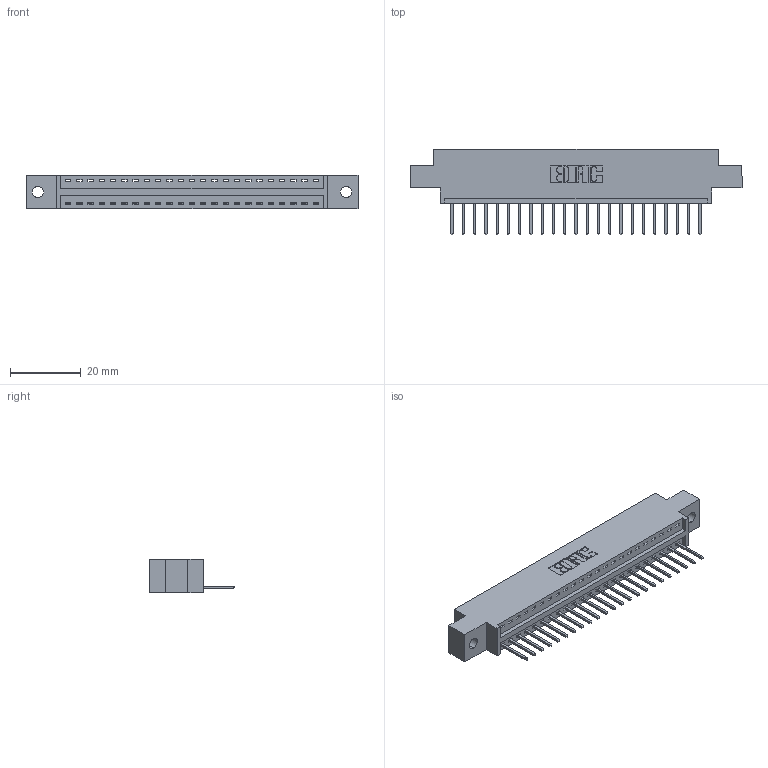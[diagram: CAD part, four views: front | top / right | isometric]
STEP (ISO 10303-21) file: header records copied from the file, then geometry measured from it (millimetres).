
FILE_DESCRIPTION (( 'STEP AP203' ), '1' );
FILE_NAME ('396-023-526-602.STEP', '2018-09-01T11:48:55', ( '' ), ( '' ), 'SwSTEP 2.0', 'SolidWorks 2016', '' );
FILE_SCHEMA (( 'CONFIG_CONTROL_DESIGN' ));
Length unit declared in the file: inch
Products named in the file (3): 346 Part_0.170 Offset - 0.128 Dia; 345-292-001_345-293-126; 396-023-526-602
Assembly tree (24 placements, depth 2):
  396-023-526-602
    346 Part_0.170 Offset - 0.128 Dia
    345-292-001_345-293-126  x23
Bounding box: 93.6 x 24.13 x 9.4 mm (x, y, z)
Volume: 8619 mm3; surface area: 10434.3 mm2
Topology: 24 solids, 24 shells, 1460 faces, 4389 edges, 2894 vertices
Faces by surface type: plane 1000, cylinder 460
Entity records: 16985 total; most frequent: CARTESIAN_POINT 2925, ORIENTED_EDGE 2882, DIRECTION 2603, EDGE_CURVE 1441, VECTOR 1217, LINE 1217, VERTEX_POINT 958, AXIS2_PLACEMENT_3D 693
